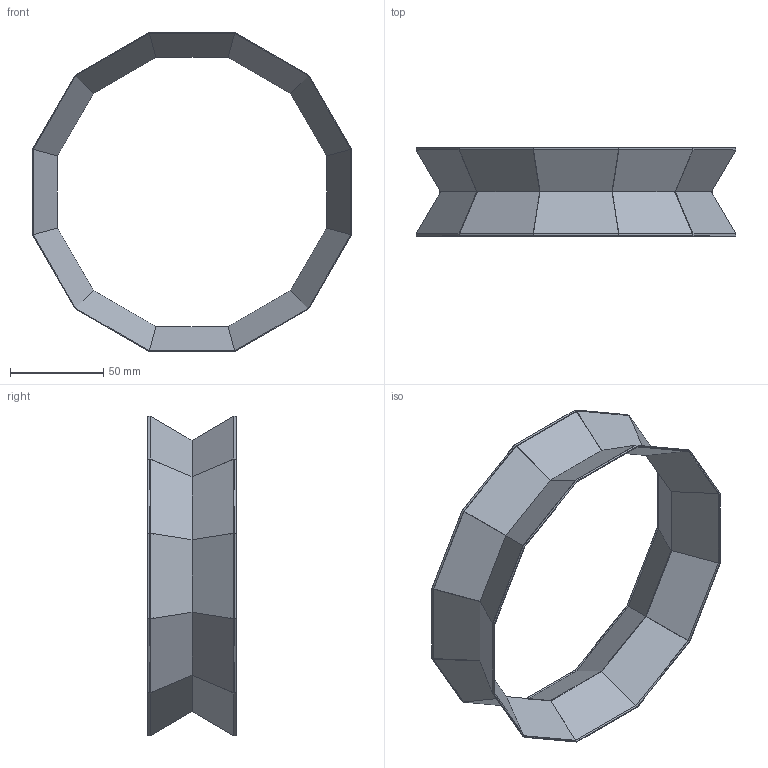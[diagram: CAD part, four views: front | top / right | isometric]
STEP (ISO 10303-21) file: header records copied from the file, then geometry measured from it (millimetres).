
FILE_DESCRIPTION(/* description */ (''),/* implementation_level */ '2;1');
FILE_NAME(/* name */ '(x2.5)_POSPA_Super_Large.stp',/* time_stamp */ '2023-12-12T21:54:05+09:00',/* author */ ('jsw'),/* organization */ (''),/* preprocessor_version */ 'ST-DEVELOPER v19.2',/* originating_system */ 'Autodesk Inventor 2024',/* authorisation */ '');
FILE_SCHEMA (('AUTOMOTIVE_DESIGN { 1 0 10303 214 3 1 1 }'));
Length unit declared in the file: millimetre
Products named in the file (1): OV-PAM_n_12_standard_1F
Bounding box: 171.57 x 47.4 x 171.57 mm (x, y, z)
Volume: 13865.4 mm3; surface area: 56011.6 mm2
Topology: 1 solids, 1 shells, 98 faces, 216 edges, 120 vertices
Faces by surface type: plane 98
Entity records: 2591 total; most frequent: CARTESIAN_POINT 435, ORIENTED_EDGE 432, DIRECTION 414, LINE 216, VECTOR 216, EDGE_CURVE 216, VERTEX_POINT 120, EDGE_LOOP 100
